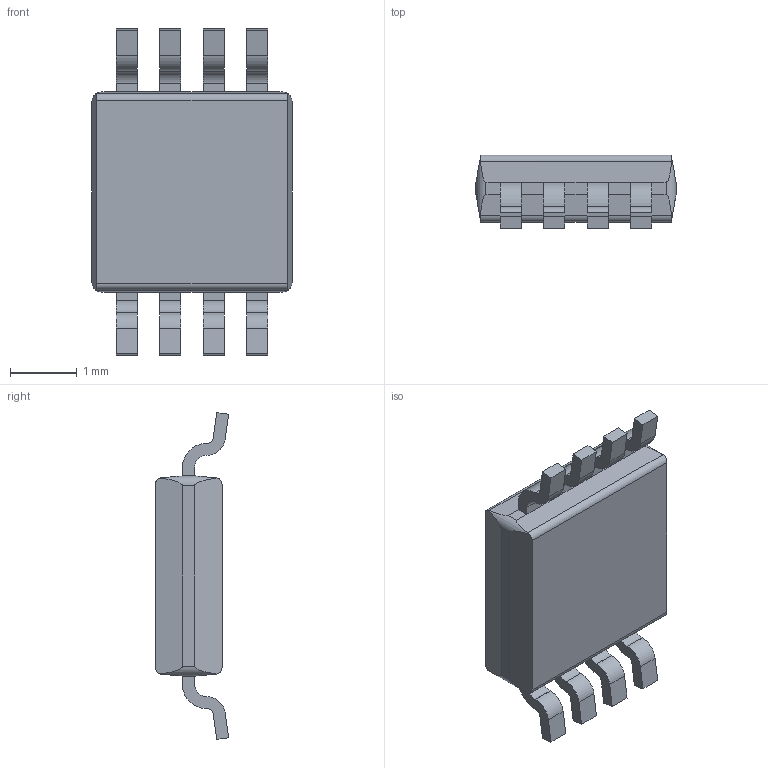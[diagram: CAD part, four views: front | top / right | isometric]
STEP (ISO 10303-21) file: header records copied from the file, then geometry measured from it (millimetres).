
FILE_DESCRIPTION (( 'STEP AP214' ), '1' );
FILE_NAME ('S-PDSO-G8.STEP', '2019-08-31T15:52:53', ( '' ), ( '' ), 'SwSTEP 2.0', 'SolidWorks 2019', '' );
FILE_SCHEMA (( 'AUTOMOTIVE_DESIGN' ));
Length unit declared in the file: millimetre
Products named in the file (1): S-PDSO-G8
Bounding box: 3 x 1.1 x 4.9 mm (x, y, z)
Volume: 9.3 mm3; surface area: 37.7 mm2
Topology: 1 solids, 1 shells, 137 faces, 370 edges, 236 vertices
Faces by surface type: plane 79, cylinder 58
Entity records: 5454 total; most frequent: CARTESIAN_POINT 840, ORIENTED_EDGE 740, DIRECTION 714, EDGE_CURVE 370, AXIS2_PLACEMENT_3D 238, LINE 238, VECTOR 238, VERTEX_POINT 236
